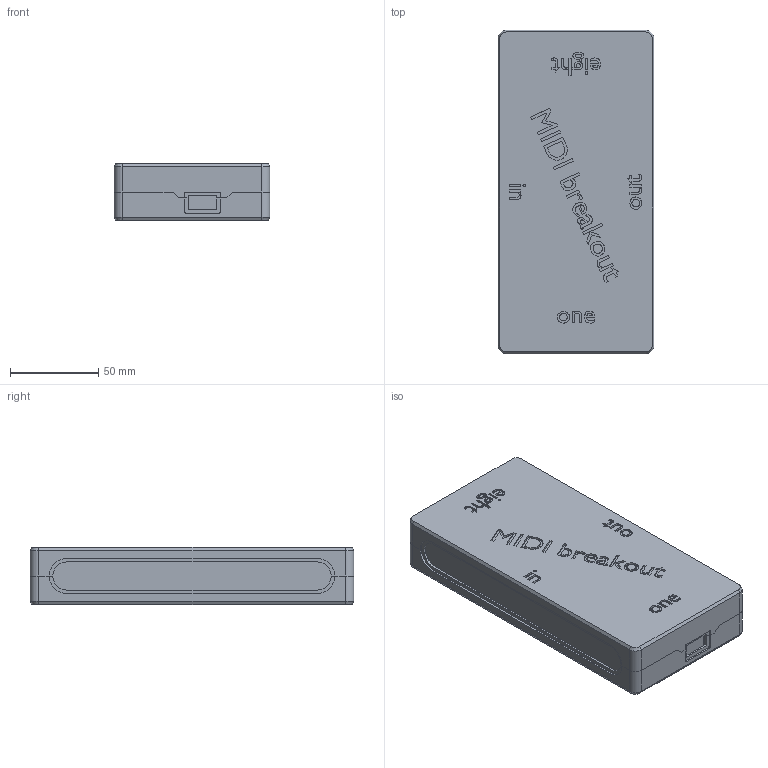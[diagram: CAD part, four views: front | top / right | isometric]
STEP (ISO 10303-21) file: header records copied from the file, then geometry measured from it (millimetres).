
FILE_DESCRIPTION(/* description */ (''),/* implementation_level */ '2;1');
FILE_NAME(/* name */ 'Deftaudio MIDI Breakout Case v12.step',/* time_stamp */ '2023-09-03T17:39:22-04:00',/* author */ (''),/* organization */ (''),/* preprocessor_version */ 'ST-DEVELOPER v20',/* originating_system */ 'Autodesk Translation Framework v12.9.0.99',/* authorisation */ '');
FILE_SCHEMA (('AUTOMOTIVE_DESIGN { 1 0 10303 214 3 1 1 }'));
Length unit declared in the file: millimetre
Products named in the file (3): Deftaudio MIDI Case; Board; Case
Assembly tree (2 placements, depth 2):
  Deftaudio MIDI Case
    Board
    Case
Bounding box: 88.41 x 183.66 x 32.4 mm (x, y, z)
Volume: 175350 mm3; surface area: 143412.9 mm2
Topology: 3 solids, 3 shells, 846 faces, 2230 edges, 1460 vertices
Faces by surface type: plane 460, bspline 264, cylinder 94, cone 28
Full cylindrical faces by diameter (mm): 2.8 x4, 3.2 x4, 3.302 x4, 5.8 x8, 16 x16
Entity records: 28449 total; most frequent: CARTESIAN_POINT 9029, ORIENTED_EDGE 4460, DIRECTION 3100, EDGE_CURVE 2230, LINE 1478, VECTOR 1478, VERTEX_POINT 1460, EDGE_LOOP 924
